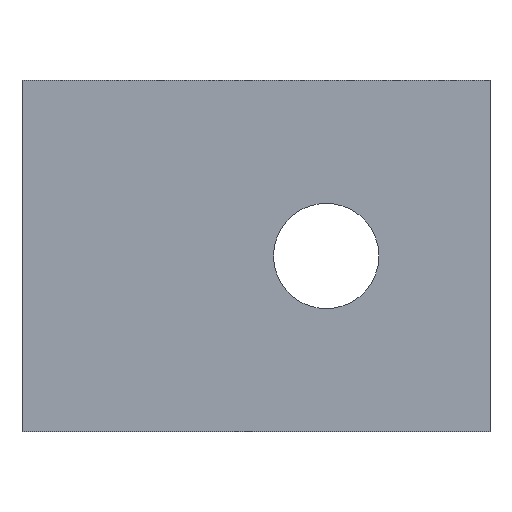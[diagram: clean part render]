
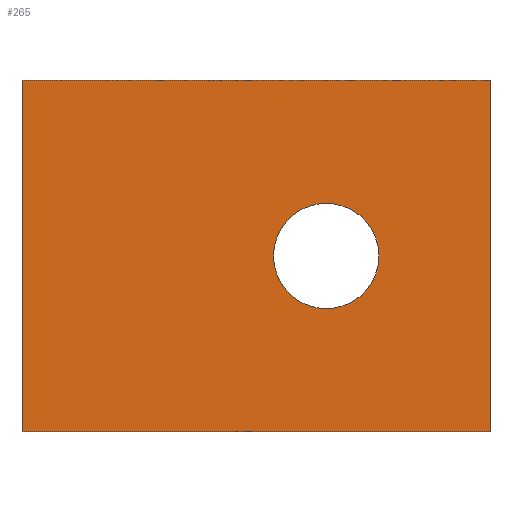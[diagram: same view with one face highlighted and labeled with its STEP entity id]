
A CAD part, front view. The second image highlights one B-rep face of the part: STEP entity #265.
In plain terms, the highlighted planar face has unit normal (0, -1, 0).
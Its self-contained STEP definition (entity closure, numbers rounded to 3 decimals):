
#18=FACE_BOUND('',#57,.T.);
#25=PLANE('',#293);
#39=FACE_OUTER_BOUND('',#56,.T.);
#56=EDGE_LOOP('',(#228,#229,#230,#231));
#57=EDGE_LOOP('',(#232));
#77=LINE('',#432,#100);
#79=LINE('',#437,#102);
#81=LINE('',#442,#104);
#82=LINE('',#443,#105);
#100=VECTOR('',#354,20.);
#102=VECTOR('',#360,15.);
#104=VECTOR('',#366,20.);
#105=VECTOR('',#367,15.);
#114=CIRCLE('',#284,2.25);
#134=VERTEX_POINT('',#416);
#139=VERTEX_POINT('',#429);
#140=VERTEX_POINT('',#431);
#141=VERTEX_POINT('',#435);
#142=VERTEX_POINT('',#441);
#163=EDGE_CURVE('',#134,#134,#114,.T.);
#170=EDGE_CURVE('',#139,#140,#77,.T.);
#173=EDGE_CURVE('',#141,#139,#79,.T.);
#175=EDGE_CURVE('',#142,#141,#81,.T.);
#176=EDGE_CURVE('',#140,#142,#82,.T.);
#228=ORIENTED_EDGE('',*,*,#173,.F.);
#229=ORIENTED_EDGE('',*,*,#175,.F.);
#230=ORIENTED_EDGE('',*,*,#176,.F.);
#231=ORIENTED_EDGE('',*,*,#170,.F.);
#232=ORIENTED_EDGE('',*,*,#163,.T.);
#265=ADVANCED_FACE('',(#39,#18),#25,.T.);
#284=AXIS2_PLACEMENT_3D('',#417,#339,#340);
#293=AXIS2_PLACEMENT_3D('',#440,#364,#365);
#339=DIRECTION('center_axis',(0.,1.,0.));
#340=DIRECTION('ref_axis',(-1.,0.,0.));
#354=DIRECTION('',(-1.,0.,0.));
#360=DIRECTION('',(0.,0.,-1.));
#364=DIRECTION('center_axis',(0.,-1.,0.));
#365=DIRECTION('ref_axis',(1.,0.,0.));
#366=DIRECTION('',(1.,0.,0.));
#367=DIRECTION('',(0.,0.,1.));
#416=CARTESIAN_POINT('',(15.25,0.,0.));
#417=CARTESIAN_POINT('Origin',(13.,0.,0.));
#429=CARTESIAN_POINT('',(20.,0.,-7.5));
#431=CARTESIAN_POINT('',(0.,0.,-7.5));
#432=CARTESIAN_POINT('',(20.,0.,-7.5));
#435=CARTESIAN_POINT('',(20.,0.,7.5));
#437=CARTESIAN_POINT('',(20.,0.,0.));
#440=CARTESIAN_POINT('Origin',(0.,0.,0.));
#441=CARTESIAN_POINT('',(0.,0.,7.5));
#442=CARTESIAN_POINT('',(20.,0.,7.5));
#443=CARTESIAN_POINT('',(0.,0.,0.));
